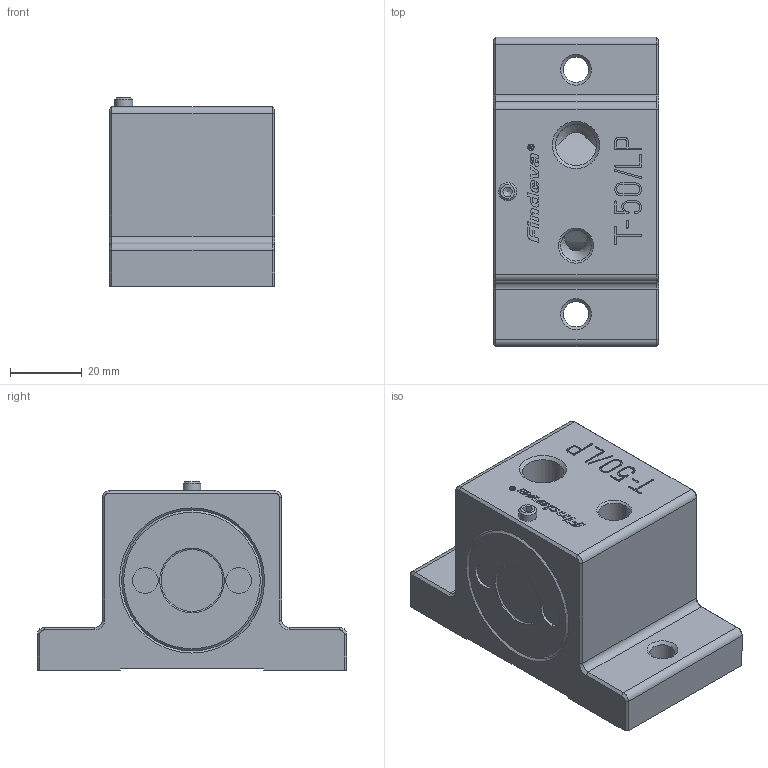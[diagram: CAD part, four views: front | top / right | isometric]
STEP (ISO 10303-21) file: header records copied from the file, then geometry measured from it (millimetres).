
FILE_DESCRIPTION((''),'2;1');
FILE_NAME('8050-10-M.stp','2012-03-29T10:45:41',('Petr'),(''),'Autodesk Inventor 2011','Autodesk Inventor 2011','');
FILE_SCHEMA(('CONFIG_CONTROL_DESIGN'));
Length unit declared in the file: millimetre
Products named in the file (1): 8050-10-M
Bounding box: 46 x 86 x 52.5 mm (x, y, z)
Volume: 129107.9 mm3; surface area: 19676.9 mm2
Topology: 1 solids, 2 shells, 356 faces, 907 edges, 595 vertices
Faces by surface type: plane 223, cylinder 93, cone 25, bspline 8, torus 7
Full cylindrical faces by diameter (mm): 1.609 x1, 1.789 x1, 4.134 x1, 5 x1, 7 x2, 7.2 x2, 8.566 x1, 11.445 x1, 17.5 x1, 18 x1, 28 x1, 32 x1
Entity records: 11029 total; most frequent: CARTESIAN_POINT 2180, DIRECTION 1739, ORIENTED_EDGE 1736, EDGE_CURVE 868, VECTOR 619, LINE 619, VERTEX_POINT 584, AXIS2_PLACEMENT_3D 560
